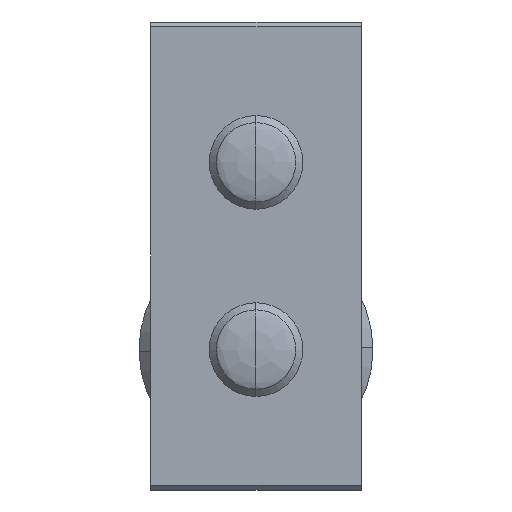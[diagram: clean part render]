
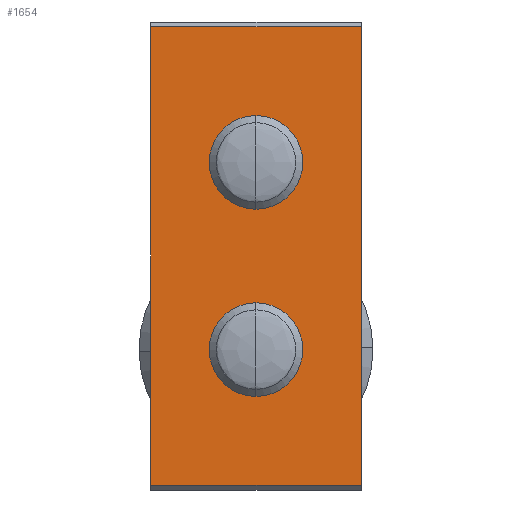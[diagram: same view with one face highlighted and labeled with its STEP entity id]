
A CAD part, left-side view. The second image highlights one B-rep face of the part: STEP entity #1654.
In plain terms, the highlighted planar face has unit normal (-1, 0, 0).
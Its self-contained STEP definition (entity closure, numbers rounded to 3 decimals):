
#21 = CARTESIAN_POINT ( 'NONE',  ( -15., 4.5, 10. ) ) ;
#30 = VERTEX_POINT ( 'NONE', #104 ) ;
#104 = CARTESIAN_POINT ( 'NONE',  ( -15., -4.5, -9.8 ) ) ;
#164 = CIRCLE ( 'NONE', #302, 2. ) ;
#206 = AXIS2_PLACEMENT_3D ( 'NONE', #226, #894, #1382 ) ;
#210 = CARTESIAN_POINT ( 'NONE',  ( -15., 4.5, -9.8 ) ) ;
#220 = DIRECTION ( 'NONE',  ( 0., 0., 1. ) ) ;
#226 = CARTESIAN_POINT ( 'NONE',  ( -15., 0., 0. ) ) ;
#262 = VERTEX_POINT ( 'NONE', #210 ) ;
#264 = PLANE ( 'NONE',  #206 ) ;
#298 = AXIS2_PLACEMENT_3D ( 'NONE', #1650, #1496, #1384 ) ;
#302 = AXIS2_PLACEMENT_3D ( 'NONE', #600, #1763, #1662 ) ;
#316 = VERTEX_POINT ( 'NONE', #647 ) ;
#326 = AXIS2_PLACEMENT_3D ( 'NONE', #489, #1842, #1670 ) ;
#334 = AXIS2_PLACEMENT_3D ( 'NONE', #348, #1699, #1338 ) ;
#348 = CARTESIAN_POINT ( 'NONE',  ( -15., 0., 4. ) ) ;
#382 = CIRCLE ( 'NONE', #334, 2. ) ;
#387 = CARTESIAN_POINT ( 'NONE',  ( -15., 0., -2. ) ) ;
#422 = DIRECTION ( 'NONE',  ( 0., 0., -1. ) ) ;
#474 = VECTOR ( 'NONE', #422, 1000. ) ;
#478 = ORIENTED_EDGE ( 'NONE', *, *, #1110, .F. ) ;
#489 = CARTESIAN_POINT ( 'NONE',  ( -15., 0., -4. ) ) ;
#523 = FACE_OUTER_BOUND ( 'NONE', #1393, .T. ) ;
#525 = VECTOR ( 'NONE', #1444, 1000. ) ;
#538 = LINE ( 'NONE', #1067, #474 ) ;
#596 = ORIENTED_EDGE ( 'NONE', *, *, #1082, .F. ) ;
#600 = CARTESIAN_POINT ( 'NONE',  ( -15., 0., 4. ) ) ;
#647 = CARTESIAN_POINT ( 'NONE',  ( -15., 4.5, 9.8 ) ) ;
#716 = CIRCLE ( 'NONE', #326, 2. ) ;
#781 = CARTESIAN_POINT ( 'NONE',  ( -15., 0., 6. ) ) ;
#892 = FACE_BOUND ( 'NONE', #1641, .T. ) ;
#894 = DIRECTION ( 'NONE',  ( -1., 0., 0. ) ) ;
#939 = EDGE_CURVE ( 'NONE', #1125, #30, #538, .T. ) ;
#940 = LINE ( 'NONE', #1269, #525 ) ;
#965 = VECTOR ( 'NONE', #220, 1000. ) ;
#1050 = EDGE_CURVE ( 'NONE', #1478, #1834, #382, .T. ) ;
#1067 = CARTESIAN_POINT ( 'NONE',  ( -15., -4.5, 10. ) ) ;
#1082 = EDGE_CURVE ( 'NONE', #1346, #1130, #716, .T. ) ;
#1096 = ORIENTED_EDGE ( 'NONE', *, *, #1204, .F. ) ;
#1097 = ORIENTED_EDGE ( 'NONE', *, *, #1208, .T. ) ;
#1104 = CARTESIAN_POINT ( 'NONE',  ( -15., 4.5, 9.8 ) ) ;
#1110 = EDGE_CURVE ( 'NONE', #262, #316, #1790, .T. ) ;
#1125 = VERTEX_POINT ( 'NONE', #1610 ) ;
#1130 = VERTEX_POINT ( 'NONE', #387 ) ;
#1163 = CARTESIAN_POINT ( 'NONE',  ( -15., 0., 2. ) ) ;
#1202 = EDGE_CURVE ( 'NONE', #1834, #1478, #164, .T. ) ;
#1204 = EDGE_CURVE ( 'NONE', #1130, #1346, #1313, .T. ) ;
#1208 = EDGE_CURVE ( 'NONE', #262, #30, #940, .T. ) ;
#1215 = EDGE_CURVE ( 'NONE', #1125, #316, #1679, .T. ) ;
#1263 = CARTESIAN_POINT ( 'NONE',  ( -15., 0., -6. ) ) ;
#1269 = CARTESIAN_POINT ( 'NONE',  ( -15., -4.5, -9.8 ) ) ;
#1310 = FACE_BOUND ( 'NONE', #1487, .T. ) ;
#1313 = CIRCLE ( 'NONE', #298, 2. ) ;
#1338 = DIRECTION ( 'NONE',  ( 0., 0., 1. ) ) ;
#1346 = VERTEX_POINT ( 'NONE', #1263 ) ;
#1382 = DIRECTION ( 'NONE',  ( 0., 0., 1. ) ) ;
#1384 = DIRECTION ( 'NONE',  ( 0., 0., 1. ) ) ;
#1393 = EDGE_LOOP ( 'NONE', ( #478, #1097, #1425, #1399 ) ) ;
#1399 = ORIENTED_EDGE ( 'NONE', *, *, #1215, .T. ) ;
#1425 = ORIENTED_EDGE ( 'NONE', *, *, #939, .F. ) ;
#1444 = DIRECTION ( 'NONE',  ( 0., -1., 0. ) ) ;
#1478 = VERTEX_POINT ( 'NONE', #1163 ) ;
#1487 = EDGE_LOOP ( 'NONE', ( #1661, #1885 ) ) ;
#1496 = DIRECTION ( 'NONE',  ( -1., 0., 0. ) ) ;
#1610 = CARTESIAN_POINT ( 'NONE',  ( -15., -4.5, 9.8 ) ) ;
#1630 = VECTOR ( 'NONE', #1805, 1000. ) ;
#1641 = EDGE_LOOP ( 'NONE', ( #1096, #596 ) ) ;
#1650 = CARTESIAN_POINT ( 'NONE',  ( -15., 0., -4. ) ) ;
#1654 = ADVANCED_FACE ( 'NONE', ( #1310, #892, #523 ), #264, .T. ) ;
#1661 = ORIENTED_EDGE ( 'NONE', *, *, #1202, .F. ) ;
#1662 = DIRECTION ( 'NONE',  ( 0., 0., 1. ) ) ;
#1670 = DIRECTION ( 'NONE',  ( 0., 0., 1. ) ) ;
#1679 = LINE ( 'NONE', #1104, #1630 ) ;
#1699 = DIRECTION ( 'NONE',  ( -1., 0., 0. ) ) ;
#1763 = DIRECTION ( 'NONE',  ( -1., 0., 0. ) ) ;
#1790 = LINE ( 'NONE', #21, #965 ) ;
#1805 = DIRECTION ( 'NONE',  ( 0., 1., 0. ) ) ;
#1834 = VERTEX_POINT ( 'NONE', #781 ) ;
#1842 = DIRECTION ( 'NONE',  ( -1., 0., 0. ) ) ;
#1885 = ORIENTED_EDGE ( 'NONE', *, *, #1050, .F. ) ;
